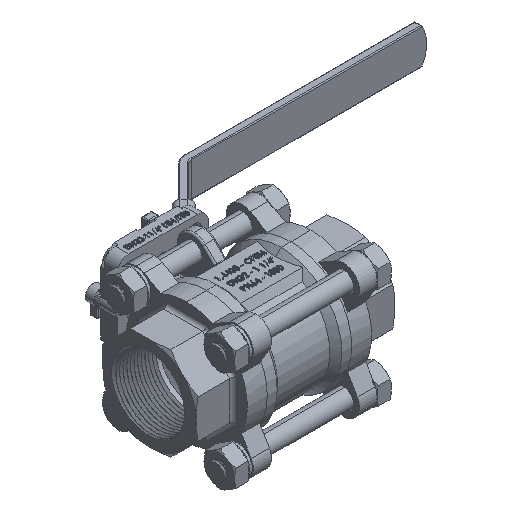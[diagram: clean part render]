
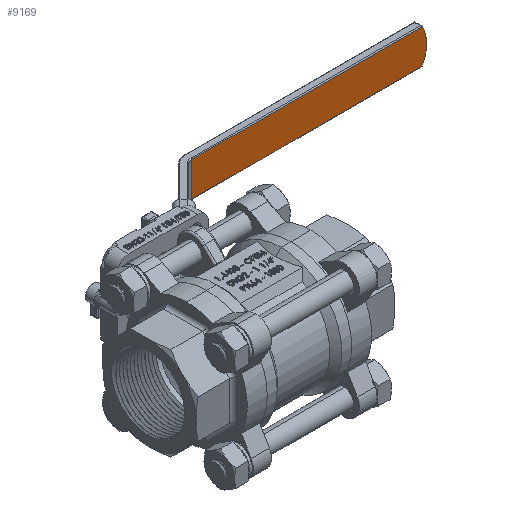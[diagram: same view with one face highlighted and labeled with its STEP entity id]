
A CAD part, isometric view. The second image highlights one B-rep face of the part: STEP entity #9169.
In plain terms, the highlighted planar face has unit normal (0, -1, 0).
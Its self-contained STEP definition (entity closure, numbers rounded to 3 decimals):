
#1625 = CARTESIAN_POINT ( 'NONE',  ( 59.314, 31., 9.45 ) ) ;
#3832 = DIRECTION ( 'NONE',  ( 1., 0., 0. ) ) ;
#6781 = FACE_OUTER_BOUND ( 'NONE', #49296, .T. ) ;
#7789 = CARTESIAN_POINT ( 'NONE',  ( 169., 31., 0. ) ) ;
#9169 = ADVANCED_FACE ( 'NONE', ( #6781 ), #52556, .F. ) ;
#12989 = DIRECTION ( 'NONE',  ( -1., 0., 0. ) ) ;
#15029 = LINE ( 'NONE', #1625, #28790 ) ;
#15827 = ORIENTED_EDGE ( 'NONE', *, *, #64089, .T. ) ;
#16785 = CARTESIAN_POINT ( 'NONE',  ( 186.627, 31., 9.45 ) ) ;
#17323 = CIRCLE ( 'NONE', #26534, 20. ) ;
#21578 = CARTESIAN_POINT ( 'NONE',  ( 57.657, 31., 9.95 ) ) ;
#22783 = VECTOR ( 'NONE', #3832, 1000. ) ;
#24243 = EDGE_CURVE ( 'NONE', #41174, #46833, #17323, .T. ) ;
#24786 = CARTESIAN_POINT ( 'NONE',  ( 59.314, 31., 9.45 ) ) ;
#25019 = ORIENTED_EDGE ( 'NONE', *, *, #27137, .T. ) ;
#25502 = ORIENTED_EDGE ( 'NONE', *, *, #24243, .F. ) ;
#26191 = DIRECTION ( 'NONE',  ( 0., 0., -1. ) ) ;
#26534 = AXIS2_PLACEMENT_3D ( 'NONE', #7789, #43907, #12989 ) ;
#26769 = DIRECTION ( 'NONE',  ( 0., 1., 0. ) ) ;
#26773 = LINE ( 'NONE', #51982, #34024 ) ;
#27137 = EDGE_CURVE ( 'NONE', #45206, #29143, #26773, .T. ) ;
#28790 = VECTOR ( 'NONE', #57492, 1000. ) ;
#29143 = VERTEX_POINT ( 'NONE', #55715 ) ;
#29364 = CARTESIAN_POINT ( 'NONE',  ( 57.657, 31., -9.45 ) ) ;
#34024 = VECTOR ( 'NONE', #26191, 1000. ) ;
#37709 = AXIS2_PLACEMENT_3D ( 'NONE', #21578, #26769, #62955 ) ;
#41174 = VERTEX_POINT ( 'NONE', #16785 ) ;
#42468 = ORIENTED_EDGE ( 'NONE', *, *, #54240, .T. ) ;
#43907 = DIRECTION ( 'NONE',  ( 0., 1., 0. ) ) ;
#45206 = VERTEX_POINT ( 'NONE', #24786 ) ;
#46833 = VERTEX_POINT ( 'NONE', #54197 ) ;
#49296 = EDGE_LOOP ( 'NONE', ( #25019, #15827, #25502, #42468 ) ) ;
#50258 = LINE ( 'NONE', #29364, #22783 ) ;
#51982 = CARTESIAN_POINT ( 'NONE',  ( 59.314, 31., -9.95 ) ) ;
#52556 = PLANE ( 'NONE',  #37709 ) ;
#54197 = CARTESIAN_POINT ( 'NONE',  ( 186.627, 31., -9.45 ) ) ;
#54240 = EDGE_CURVE ( 'NONE', #41174, #45206, #15029, .T. ) ;
#55715 = CARTESIAN_POINT ( 'NONE',  ( 59.314, 31., -9.45 ) ) ;
#57492 = DIRECTION ( 'NONE',  ( -1., 0., 0. ) ) ;
#62955 = DIRECTION ( 'NONE',  ( -1., 0., 0. ) ) ;
#64089 = EDGE_CURVE ( 'NONE', #29143, #46833, #50258, .T. ) ;
